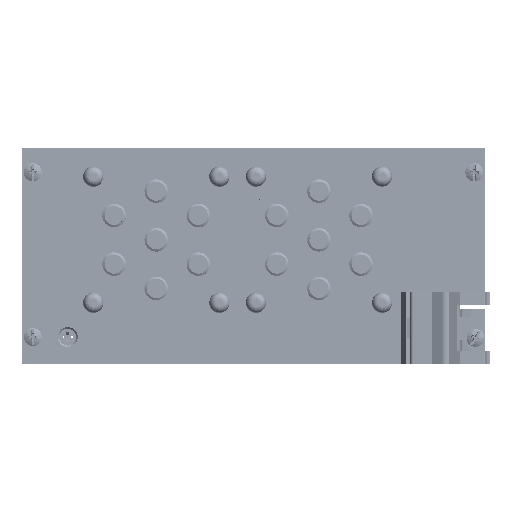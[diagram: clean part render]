
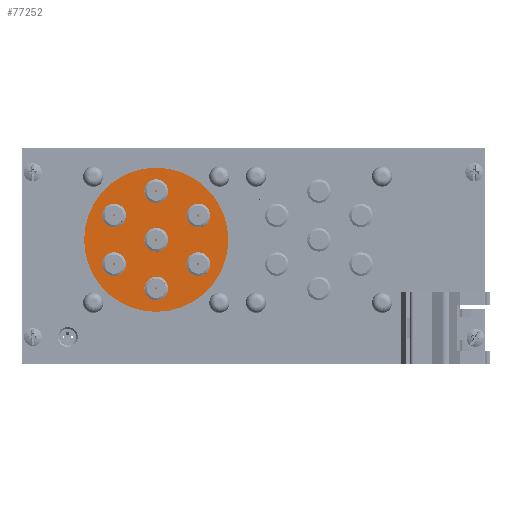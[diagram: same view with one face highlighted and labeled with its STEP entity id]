
A CAD part, left-side view. The second image highlights one B-rep face of the part: STEP entity #77252.
In plain terms, the highlighted planar face has unit normal (-1, 0, 0).
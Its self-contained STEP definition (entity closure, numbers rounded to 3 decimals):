
#25735 = EDGE_LOOP ( 'NONE', ( #65763 ) ) ;
#38098 = CARTESIAN_POINT ( 'NONE',  ( -90.863, 44.77, 84.492 ) ) ;
#45262 = AXIS2_PLACEMENT_3D ( 'NONE', #230919, #230921, #230924 ) ;
#65763 = ORIENTED_EDGE ( 'NONE', *, *, #135963, .T. ) ;
#77252 = ADVANCED_FACE ( 'NONE', ( #93716 ), #128815, .T. ) ;
#85816 = VERTEX_POINT ( 'NONE', #38098 ) ;
#93716 = FACE_OUTER_BOUND ( 'NONE', #25735, .T. ) ;
#128815 = PLANE ( 'NONE',  #131888 ) ;
#128831 = CARTESIAN_POINT ( 'NONE',  ( -90.863, 64.77, 84.491 ) ) ;
#128834 = DIRECTION ( 'NONE',  ( -1., 0., 0. ) ) ;
#128836 = DIRECTION ( 'NONE',  ( 0., -1., 0. ) ) ;
#131888 = AXIS2_PLACEMENT_3D ( 'NONE', #128831, #128834, #128836 ) ;
#135963 = EDGE_CURVE ( 'NONE', #85816, #85816, #188497, .T. ) ;
#188497 = CIRCLE ( 'NONE', #45262, 20. ) ;
#230919 = CARTESIAN_POINT ( 'NONE',  ( -90.863, 64.77, 84.491 ) ) ;
#230921 = DIRECTION ( 'NONE',  ( -1., 0., 0. ) ) ;
#230924 = DIRECTION ( 'NONE',  ( 0., -1., 0. ) ) ;
